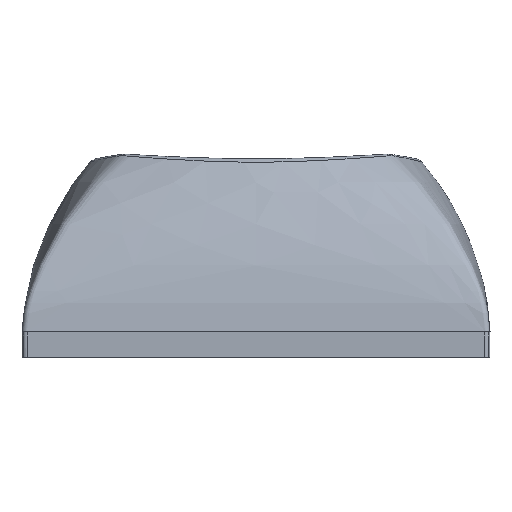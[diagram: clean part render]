
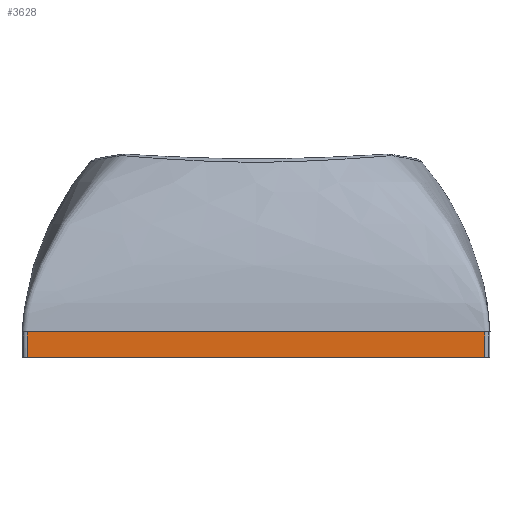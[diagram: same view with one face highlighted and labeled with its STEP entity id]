
A CAD part, left-side view. The second image highlights one B-rep face of the part: STEP entity #3628.
In plain terms, the highlighted planar face has unit normal (-1, 0, 0).
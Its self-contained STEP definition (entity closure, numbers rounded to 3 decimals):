
#3091=CARTESIAN_POINT('',(1267.524,-417.747,-6.324));
#3092=VERTEX_POINT('',#3091);
#3121=CARTESIAN_POINT('',(1267.524,-435.547,-6.324));
#3122=VERTEX_POINT('',#3121);
#3123=CARTESIAN_POINT('',(1267.524,-417.747,-6.324));
#3124=DIRECTION('',(0.,-1.,0.));
#3125=VECTOR('',#3124,17.8);
#3126=LINE('',#3123,#3125);
#3127=EDGE_CURVE('',#3092,#3122,#3126,.T.);
#3516=CARTESIAN_POINT('',(1267.524,-435.547,-7.324));
#3517=VERTEX_POINT('',#3516);
#3525=CARTESIAN_POINT('',(1267.524,-417.747,-7.324));
#3526=VERTEX_POINT('',#3525);
#3527=CARTESIAN_POINT('',(1267.524,-417.747,-7.324));
#3528=DIRECTION('',(0.,-1.,0.));
#3529=VECTOR('',#3528,17.8);
#3530=LINE('',#3527,#3529);
#3531=EDGE_CURVE('',#3526,#3517,#3530,.T.);
#3607=CARTESIAN_POINT('',(1267.524,-417.547,-7.324));
#3608=DIRECTION('',(-1.,0.,0.));
#3609=DIRECTION('',(0.,-1.,0.));
#3610=AXIS2_PLACEMENT_3D('',#3607,#3608,#3609);
#3611=PLANE('',#3610);
#3612=CARTESIAN_POINT('',(1267.524,-435.547,-6.324));
#3613=DIRECTION('',(-0.,-0.,-1.));
#3614=VECTOR('',#3613,1.);
#3615=LINE('',#3612,#3614);
#3616=EDGE_CURVE('',#3122,#3517,#3615,.T.);
#3617=ORIENTED_EDGE('',*,*,#3616,.F.);
#3618=ORIENTED_EDGE('',*,*,#3127,.F.);
#3619=CARTESIAN_POINT('',(1267.524,-417.747,-7.324));
#3620=DIRECTION('',(0.,0.,1.));
#3621=VECTOR('',#3620,1.);
#3622=LINE('',#3619,#3621);
#3623=EDGE_CURVE('',#3526,#3092,#3622,.T.);
#3624=ORIENTED_EDGE('',*,*,#3623,.F.);
#3625=ORIENTED_EDGE('',*,*,#3531,.T.);
#3626=EDGE_LOOP('',(#3617,#3618,#3624,#3625));
#3627=FACE_BOUND('',#3626,.T.);
#3628=ADVANCED_FACE('',(#3627),#3611,.T.);
